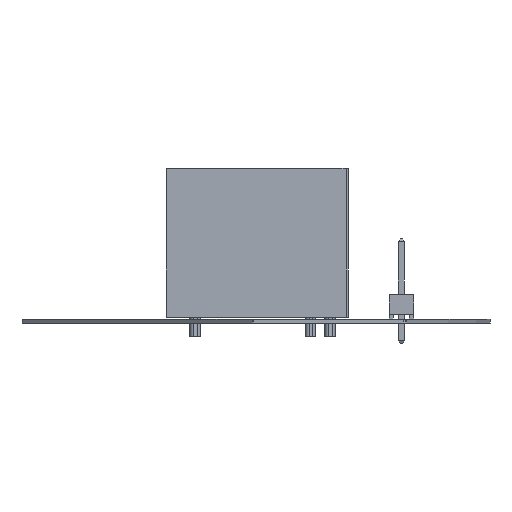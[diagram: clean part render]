
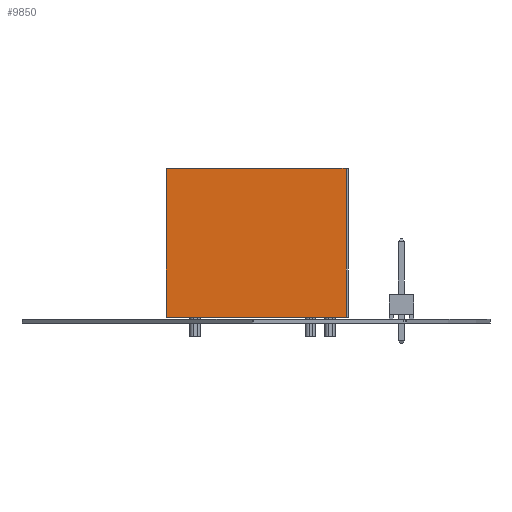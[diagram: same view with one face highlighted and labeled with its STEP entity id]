
A CAD part, left-side view. The second image highlights one B-rep face of the part: STEP entity #9850.
In plain terms, the highlighted planar face has unit normal (-1, 0, 0).
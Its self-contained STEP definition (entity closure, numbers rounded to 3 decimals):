
#9784 = EDGE_CURVE('',#9785,#9787,#9789,.T.);
#9785 = VERTEX_POINT('',#9786);
#9786 = CARTESIAN_POINT('',(-30.73,29.417,0.));
#9787 = VERTEX_POINT('',#9788);
#9788 = CARTESIAN_POINT('',(-30.73,10.717,0.));
#9789 = LINE('',#9790,#9791);
#9790 = CARTESIAN_POINT('',(-30.73,29.417,0.));
#9791 = VECTOR('',#9792,1.);
#9792 = DIRECTION('',(0.,-1.,0.));
#9850 = ADVANCED_FACE('',(#9851),#9876,.F.);
#9851 = FACE_BOUND('',#9852,.T.);
#9852 = EDGE_LOOP('',(#9853,#9854,#9862,#9870));
#9853 = ORIENTED_EDGE('',*,*,#9784,.T.);
#9854 = ORIENTED_EDGE('',*,*,#9855,.F.);
#9855 = EDGE_CURVE('',#9856,#9787,#9858,.T.);
#9856 = VERTEX_POINT('',#9857);
#9857 = CARTESIAN_POINT('',(-30.73,10.717,15.5));
#9858 = LINE('',#9859,#9860);
#9859 = CARTESIAN_POINT('',(-30.73,10.717,15.5));
#9860 = VECTOR('',#9861,1.);
#9861 = DIRECTION('',(0.,0.,-1.));
#9862 = ORIENTED_EDGE('',*,*,#9863,.F.);
#9863 = EDGE_CURVE('',#9864,#9856,#9866,.T.);
#9864 = VERTEX_POINT('',#9865);
#9865 = CARTESIAN_POINT('',(-30.73,29.417,15.5));
#9866 = LINE('',#9867,#9868);
#9867 = CARTESIAN_POINT('',(-30.73,29.417,15.5));
#9868 = VECTOR('',#9869,1.);
#9869 = DIRECTION('',(0.,-1.,0.));
#9870 = ORIENTED_EDGE('',*,*,#9871,.T.);
#9871 = EDGE_CURVE('',#9864,#9785,#9872,.T.);
#9872 = LINE('',#9873,#9874);
#9873 = CARTESIAN_POINT('',(-30.73,29.417,15.5));
#9874 = VECTOR('',#9875,1.);
#9875 = DIRECTION('',(0.,0.,-1.));
#9876 = PLANE('',#9877);
#9877 = AXIS2_PLACEMENT_3D('',#9878,#9879,#9880);
#9878 = CARTESIAN_POINT('',(-30.73,29.417,15.5));
#9879 = DIRECTION('',(1.,0.,0.));
#9880 = DIRECTION('',(0.,1.,0.));
